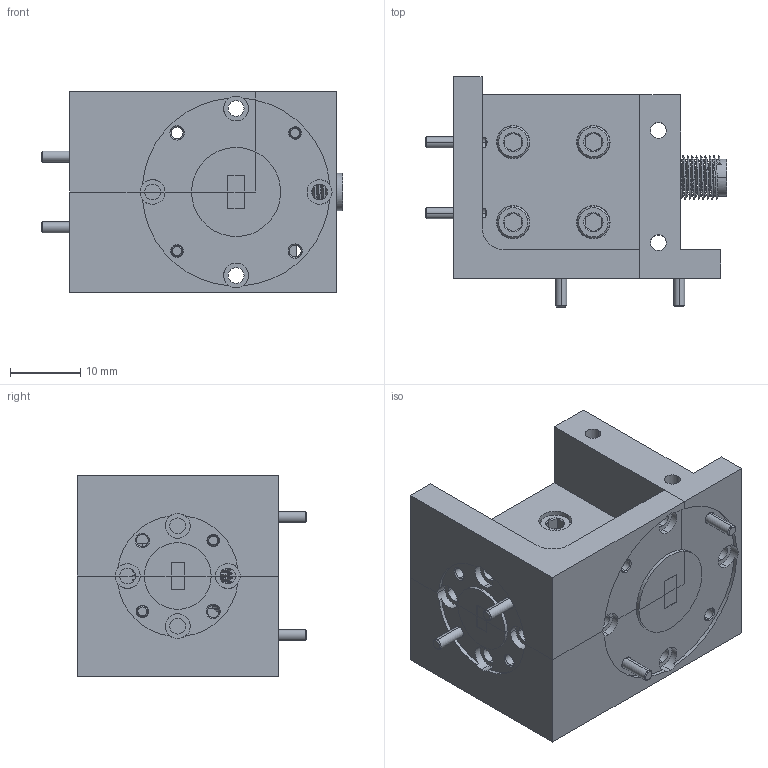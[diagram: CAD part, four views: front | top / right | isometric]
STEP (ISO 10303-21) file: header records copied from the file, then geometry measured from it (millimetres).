
FILE_DESCRIPTION (( 'STEP AP203' ), '1' );
FILE_NAME ('SFB-50375315-1519KF-N1 Defeatured.STEP', '2018-08-01T23:50:14', ( '' ), ( '' ), 'SwSTEP 2.0', 'SolidWorks 2016', '' );
FILE_SCHEMA (( 'CONFIG_CONTROL_DESIGN' ));
Length unit declared in the file: inch
Products named in the file (1): SFB-50375315-1519KF-N1 Defeatured
Bounding box: 43.05 x 32.77 x 28.7 mm (x, y, z)
Surface area: 7993.7 mm2 (no closed solid volume)
Topology: 0 solids, 17 shells, 425 faces, 1221 edges, 805 vertices
Faces by surface type: cylinder 251, plane 98, cone 71, bspline 5
Entity records: 17396 total; most frequent: CARTESIAN_POINT 7159, ORIENTED_EDGE 2082, DIRECTION 2052, EDGE_CURVE 1221, VERTEX_POINT 805, AXIS2_PLACEMENT_3D 761, LINE 530, VECTOR 530
